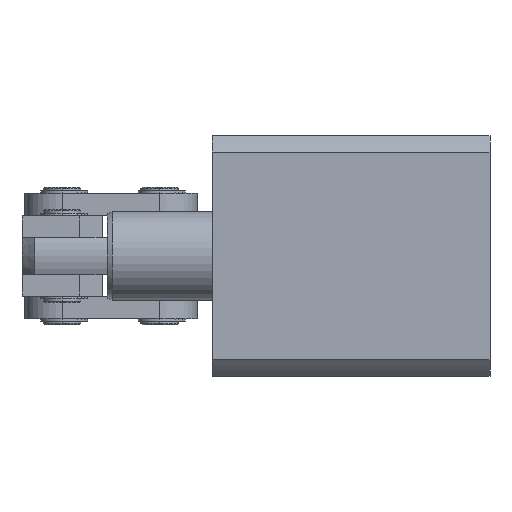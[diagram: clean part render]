
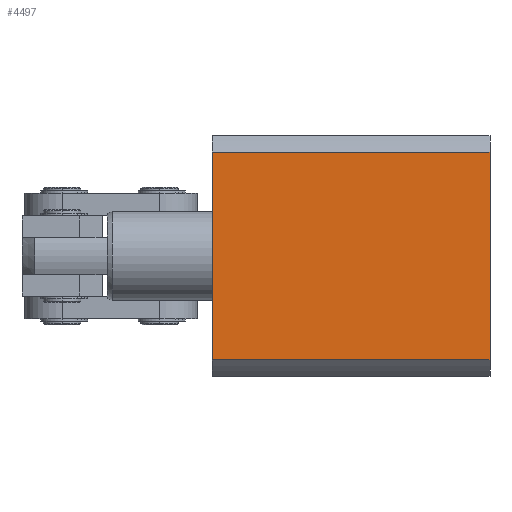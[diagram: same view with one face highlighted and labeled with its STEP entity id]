
A CAD part, left-side view. The second image highlights one B-rep face of the part: STEP entity #4497.
In plain terms, the highlighted planar face has unit normal (-1, 0, 0).
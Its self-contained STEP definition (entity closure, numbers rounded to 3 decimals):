
#309 = CARTESIAN_POINT ( 'NONE',  ( -48.015, 111., -41.555 ) ) ;
#1052 = EDGE_LOOP ( 'NONE', ( #8848, #1623, #18221, #9491 ) ) ;
#1401 = CARTESIAN_POINT ( 'NONE',  ( -48.015, 0., 41.555 ) ) ;
#1608 = VERTEX_POINT ( 'NONE', #309 ) ;
#1623 = ORIENTED_EDGE ( 'NONE', *, *, #2843, .T. ) ;
#1770 = AXIS2_PLACEMENT_3D ( 'NONE', #11684, #11645, #11569 ) ;
#2843 = EDGE_CURVE ( 'NONE', #4841, #1608, #11725, .T. ) ;
#3760 = VECTOR ( 'NONE', #6299, 1000. ) ;
#3915 = VECTOR ( 'NONE', #9627, 1000. ) ;
#3945 = LINE ( 'NONE', #8351, #7124 ) ;
#4497 = ADVANCED_FACE ( 'NONE', ( #11384 ), #12520, .T. ) ;
#4506 = LINE ( 'NONE', #7197, #15724 ) ;
#4841 = VERTEX_POINT ( 'NONE', #17201 ) ;
#4881 = LINE ( 'NONE', #6989, #3760 ) ;
#5193 = CARTESIAN_POINT ( 'NONE',  ( -48.015, 0., -41.555 ) ) ;
#5214 = EDGE_CURVE ( 'NONE', #11086, #4841, #3945, .T. ) ;
#5425 = EDGE_CURVE ( 'NONE', #6202, #11086, #4881, .T. ) ;
#6202 = VERTEX_POINT ( 'NONE', #5193 ) ;
#6299 = DIRECTION ( 'NONE',  ( 0., 0., 1. ) ) ;
#6989 = CARTESIAN_POINT ( 'NONE',  ( -48.015, 0., -41.555 ) ) ;
#7100 = DIRECTION ( 'NONE',  ( 0., -1., 0. ) ) ;
#7124 = VECTOR ( 'NONE', #8253, 1000. ) ;
#7197 = CARTESIAN_POINT ( 'NONE',  ( -48.015, 0., -41.555 ) ) ;
#8253 = DIRECTION ( 'NONE',  ( 0., 1., 0. ) ) ;
#8351 = CARTESIAN_POINT ( 'NONE',  ( -48.015, 0., 41.555 ) ) ;
#8848 = ORIENTED_EDGE ( 'NONE', *, *, #5214, .T. ) ;
#9262 = CARTESIAN_POINT ( 'NONE',  ( -48.015, 111., -41.555 ) ) ;
#9491 = ORIENTED_EDGE ( 'NONE', *, *, #5425, .T. ) ;
#9627 = DIRECTION ( 'NONE',  ( 0., 0., -1. ) ) ;
#11086 = VERTEX_POINT ( 'NONE', #1401 ) ;
#11384 = FACE_OUTER_BOUND ( 'NONE', #1052, .T. ) ;
#11569 = DIRECTION ( 'NONE',  ( 0., 0., 1. ) ) ;
#11645 = DIRECTION ( 'NONE',  ( -1., 0., 0. ) ) ;
#11684 = CARTESIAN_POINT ( 'NONE',  ( -48.015, 0., -41.555 ) ) ;
#11725 = LINE ( 'NONE', #9262, #3915 ) ;
#12520 = PLANE ( 'NONE',  #1770 ) ;
#15724 = VECTOR ( 'NONE', #7100, 1000. ) ;
#15869 = EDGE_CURVE ( 'NONE', #1608, #6202, #4506, .T. ) ;
#17201 = CARTESIAN_POINT ( 'NONE',  ( -48.015, 111., 41.555 ) ) ;
#18221 = ORIENTED_EDGE ( 'NONE', *, *, #15869, .T. ) ;
